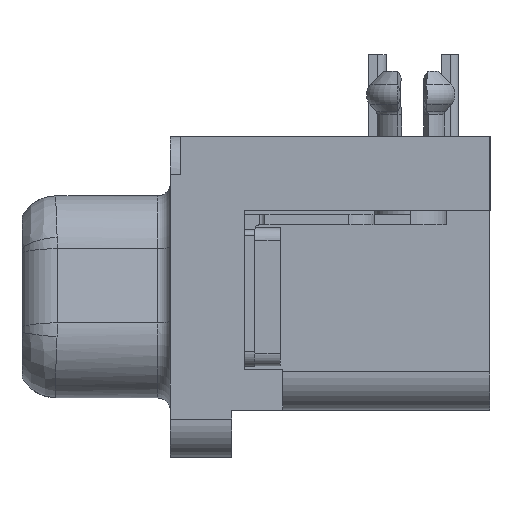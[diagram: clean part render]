
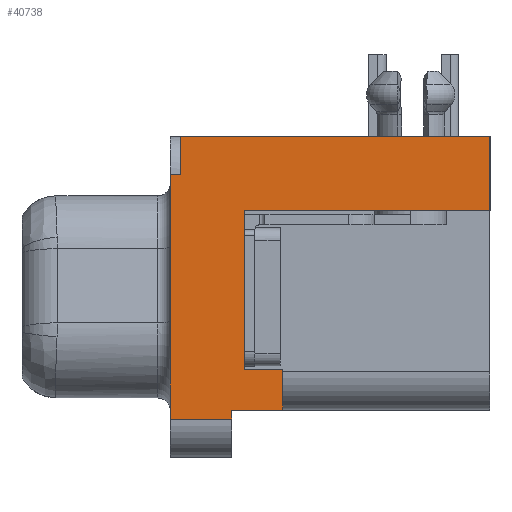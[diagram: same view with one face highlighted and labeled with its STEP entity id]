
A CAD part, left-side view. The second image highlights one B-rep face of the part: STEP entity #40738.
In plain terms, the highlighted planar face has unit normal (-1, 0, 0).
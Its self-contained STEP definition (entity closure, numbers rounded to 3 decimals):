
#1385=DIRECTION('',(0.,-1.,0.));
#1386=VECTOR('',#1385,12.1);
#1387=CARTESIAN_POINT('',(-15.4,-0.4,6.275));
#1388=LINE('',#1387,#1386);
#13883=DIRECTION('',(0.,0.,-1.));
#13884=VECTOR('',#13883,6.2);
#13885=CARTESIAN_POINT('',(-15.4,-2.9,3.375));
#13886=LINE('',#13885,#13884);
#14007=DIRECTION('',(0.,-1.,0.));
#14008=VECTOR('',#14007,9.6);
#14009=CARTESIAN_POINT('',(-15.4,-2.9,3.375));
#14010=LINE('',#14009,#14008);
#14086=DIRECTION('',(0.,0.,-1.));
#14087=VECTOR('',#14086,1.5);
#14088=CARTESIAN_POINT('',(-15.4,-0.4,6.275));
#14089=LINE('',#14088,#14087);
#14090=DIRECTION('',(0.,0.,1.));
#14091=VECTOR('',#14090,2.9);
#14092=CARTESIAN_POINT('',(-15.4,-12.5,3.375));
#14093=LINE('',#14092,#14091);
#14094=DIRECTION('',(0.,-1.,0.));
#14095=VECTOR('',#14094,2.);
#14096=CARTESIAN_POINT('',(-15.4,-2.4,-4.425));
#14097=LINE('',#14096,#14095);
#14098=DIRECTION('',(0.,0.,1.));
#14099=VECTOR('',#14098,0.35);
#14100=CARTESIAN_POINT('',(-15.4,-2.4,-4.775));
#14101=LINE('',#14100,#14099);
#14102=DIRECTION('',(0.,1.,0.));
#14103=VECTOR('',#14102,2.4);
#14104=CARTESIAN_POINT('',(-15.4,-2.4,-4.775));
#14105=LINE('',#14104,#14103);
#14106=DIRECTION('',(0.,0.,-1.));
#14107=VECTOR('',#14106,9.55);
#14108=CARTESIAN_POINT('',(-15.4,0.,4.775));
#14109=LINE('',#14108,#14107);
#14115=DIRECTION('',(0.,1.,0.));
#14116=VECTOR('',#14115,0.4);
#14117=CARTESIAN_POINT('',(-15.4,-0.4,4.775));
#14118=LINE('',#14117,#14116);
#14135=DIRECTION('',(0.,-1.,0.));
#14136=VECTOR('',#14135,1.5);
#14137=CARTESIAN_POINT('',(-15.4,-2.9,-2.825));
#14138=LINE('',#14137,#14136);
#14152=DIRECTION('',(0.,0.,-1.));
#14153=VECTOR('',#14152,1.6);
#14154=CARTESIAN_POINT('',(-15.4,-4.4,-2.825));
#14155=LINE('',#14154,#14153);
#18255=CARTESIAN_POINT('',(-15.4,0.,4.775));
#18256=VERTEX_POINT('',#18255);
#18257=CARTESIAN_POINT('',(-15.4,0.,-4.775));
#18258=VERTEX_POINT('',#18257);
#20261=CARTESIAN_POINT('',(-15.4,-0.4,6.275));
#20263=VERTEX_POINT('',#20261);
#20334=CARTESIAN_POINT('',(-15.4,-12.5,3.375));
#20335=VERTEX_POINT('',#20334);
#20336=CARTESIAN_POINT('',(-15.4,-12.5,6.275));
#20337=VERTEX_POINT('',#20336);
#20388=CARTESIAN_POINT('',(-15.4,-4.4,-4.425));
#20389=VERTEX_POINT('',#20388);
#20390=CARTESIAN_POINT('',(-15.4,-2.4,-4.425));
#20391=VERTEX_POINT('',#20390);
#20392=CARTESIAN_POINT('',(-15.4,-2.4,-4.775));
#20393=VERTEX_POINT('',#20392);
#20398=CARTESIAN_POINT('',(-15.4,-2.9,3.375));
#20399=CARTESIAN_POINT('',(-15.4,-2.9,-2.825));
#20400=VERTEX_POINT('',#20398);
#20401=VERTEX_POINT('',#20399);
#20402=CARTESIAN_POINT('',(-15.4,-4.4,-2.825));
#20403=VERTEX_POINT('',#20402);
#21310=CARTESIAN_POINT('',(-15.4,-0.4,4.775));
#21312=VERTEX_POINT('',#21310);
#40713=CARTESIAN_POINT('',(-15.4,-0.2,0.));
#40714=DIRECTION('',(1.,0.,0.));
#40715=DIRECTION('',(0.,0.,1.));
#40716=AXIS2_PLACEMENT_3D('',#40713,#40714,#40715);
#40717=PLANE('',#40716);
#40719=ORIENTED_EDGE('',*,*,#40718,.F.);
#40720=ORIENTED_EDGE('',*,*,#24101,.F.);
#40721=ORIENTED_EDGE('',*,*,#23953,.T.);
#40722=ORIENTED_EDGE('',*,*,#22939,.F.);
#40723=ORIENTED_EDGE('',*,*,#40612,.F.);
#40724=ORIENTED_EDGE('',*,*,#40478,.T.);
#40726=ORIENTED_EDGE('',*,*,#40725,.T.);
#40728=ORIENTED_EDGE('',*,*,#40727,.T.);
#40730=ORIENTED_EDGE('',*,*,#40729,.F.);
#40732=ORIENTED_EDGE('',*,*,#40731,.F.);
#40734=ORIENTED_EDGE('',*,*,#40733,.T.);
#40735=ORIENTED_EDGE('',*,*,#39314,.F.);
#40736=EDGE_LOOP('',(#40719,#40720,#40721,#40722,#40723,#40724,#40726,#40728,
#40730,#40732,#40734,#40735));
#40737=FACE_OUTER_BOUND('',#40736,.F.);
#40738=ADVANCED_FACE('',(#40737),#40717,.F.);
#22939=EDGE_CURVE('',#20335,#20337,#14093,.T.);
#23953=EDGE_CURVE('',#20263,#20337,#1388,.T.);
#24101=EDGE_CURVE('',#20263,#21312,#14089,.T.);
#39314=EDGE_CURVE('',#18256,#18258,#14109,.T.);
#40478=EDGE_CURVE('',#20400,#20401,#13886,.T.);
#40612=EDGE_CURVE('',#20400,#20335,#14010,.T.);
#40718=EDGE_CURVE('',#21312,#18256,#14118,.T.);
#40725=EDGE_CURVE('',#20401,#20403,#14138,.T.);
#40727=EDGE_CURVE('',#20403,#20389,#14155,.T.);
#40729=EDGE_CURVE('',#20391,#20389,#14097,.T.);
#40731=EDGE_CURVE('',#20393,#20391,#14101,.T.);
#40733=EDGE_CURVE('',#20393,#18258,#14105,.T.);
